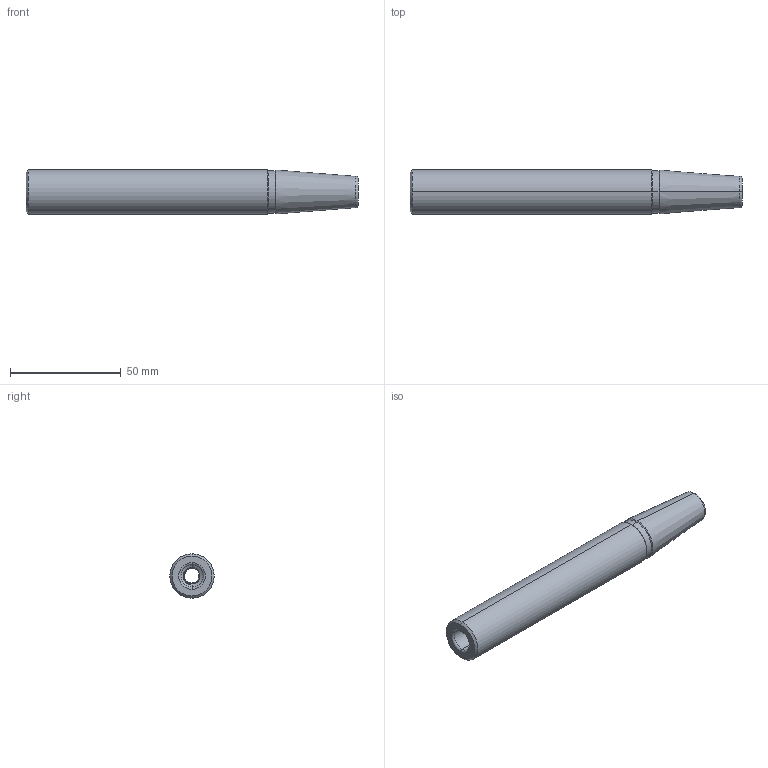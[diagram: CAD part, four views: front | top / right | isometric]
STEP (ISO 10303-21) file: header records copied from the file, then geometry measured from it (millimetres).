
FILE_DESCRIPTION (( 'STEP AP203' ), '1' );
FILE_NAME ('120.70.10.STEP', '2017-01-19T07:03:16', ( '' ), ( '' ), 'SwSTEP 2.0', 'SolidWorks 2012', '' );
FILE_SCHEMA (( 'CONFIG_CONTROL_DESIGN' ));
Length unit declared in the file: millimetre
Products named in the file (1): 120.70.10
Bounding box: 150 x 20 x 20 mm (x, y, z)
Volume: 32522.9 mm3; surface area: 14200.8 mm2
Topology: 1 solids, 1 shells, 79 faces, 201 edges, 126 vertices
Faces by surface type: cylinder 55, cone 12, torus 6, plane 4, bspline 2
Entity records: 6388 total; most frequent: CARTESIAN_POINT 4629, ORIENTED_EDGE 402, DIRECTION 318, EDGE_CURVE 201, AXIS2_PLACEMENT_3D 126, VERTEX_POINT 126, EDGE_LOOP 83, ADVANCED_FACE 79
